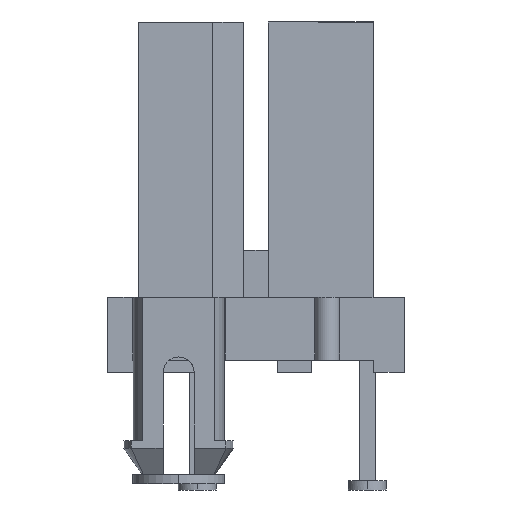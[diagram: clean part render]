
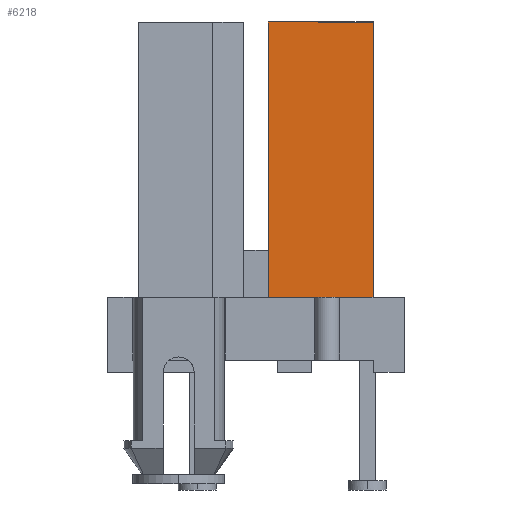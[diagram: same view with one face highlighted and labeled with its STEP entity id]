
A CAD part, left-side view. The second image highlights one B-rep face of the part: STEP entity #6218.
In plain terms, the highlighted planar face has unit normal (-1, 0, 0).
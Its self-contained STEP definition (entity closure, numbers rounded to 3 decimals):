
#2879 = CARTESIAN_POINT ( 'NONE',  ( -3.8, -0.4, 8.9 ) ) ;
#2926 = CARTESIAN_POINT ( 'NONE',  ( -3.8, -3.8, 8.9 ) ) ;
#2927 = DIRECTION ( 'NONE',  ( 0., -1., 0. ) ) ;
#2928 = VECTOR ( 'NONE', #2927, 1000. ) ;
#2929 = CARTESIAN_POINT ( 'NONE',  ( -3.8, -2.1, 8.9 ) ) ;
#2930 = LINE ( 'NONE', #2929, #2928 ) ;
#2971 = DIRECTION ( 'NONE',  ( 0., 0., 1. ) ) ;
#2972 = VECTOR ( 'NONE', #2971, 1000. ) ;
#2973 = CARTESIAN_POINT ( 'NONE',  ( -3.8, -0.4, 4.45 ) ) ;
#2974 = LINE ( 'NONE', #2973, #2972 ) ;
#2976 = CARTESIAN_POINT ( 'NONE',  ( -3.8, -0.4, 0. ) ) ;
#3381 = DIRECTION ( 'NONE',  ( 0., 0., 1. ) ) ;
#3382 = VECTOR ( 'NONE', #3381, 1000. ) ;
#3383 = CARTESIAN_POINT ( 'NONE',  ( -3.8, -3.8, 4.45 ) ) ;
#3384 = LINE ( 'NONE', #3383, #3382 ) ;
#3411 = CARTESIAN_POINT ( 'NONE',  ( -3.8, -3.8, 0. ) ) ;
#3412 = DIRECTION ( 'NONE',  ( 0., -1., 0. ) ) ;
#3413 = VECTOR ( 'NONE', #3412, 1000. ) ;
#3414 = CARTESIAN_POINT ( 'NONE',  ( -3.8, 0., 0. ) ) ;
#3415 = LINE ( 'NONE', #3414, #3413 ) ;
#3416 = DIRECTION ( 'NONE',  ( 0., -1., 0. ) ) ;
#3417 = DIRECTION ( 'NONE',  ( -1., 0., 0. ) ) ;
#3418 = CARTESIAN_POINT ( 'NONE',  ( -3.8, -0.332, -0.178 ) ) ;
#3419 = AXIS2_PLACEMENT_3D ( 'NONE', #3418, #3417, #3416 ) ;
#3420 = PLANE ( 'NONE',  #3419 ) ;
#3421 = FACE_OUTER_BOUND ( 'NONE', #6219, .T. ) ;
#5807 = VERTEX_POINT ( 'NONE', #2879 ) ;
#5873 = EDGE_CURVE ( 'NONE', #5807, #5874, #2930, .T. ) ;
#5874 = VERTEX_POINT ( 'NONE', #2926 ) ;
#5881 = VERTEX_POINT ( 'NONE', #2976 ) ;
#5884 = EDGE_CURVE ( 'NONE', #5881, #5807, #2974, .T. ) ;
#6201 = EDGE_CURVE ( 'NONE', #6224, #5874, #3384, .T. ) ;
#6218 = ADVANCED_FACE ( 'NONE', ( #3421 ), #3420, .T. ) ;
#6219 = EDGE_LOOP ( 'NONE', ( #6220, #6221, #6222, #6225 ) ) ;
#6220 = ORIENTED_EDGE ( 'NONE', *, *, #5873, .F. ) ;
#6221 = ORIENTED_EDGE ( 'NONE', *, *, #5884, .F. ) ;
#6222 = ORIENTED_EDGE ( 'NONE', *, *, #6223, .T. ) ;
#6223 = EDGE_CURVE ( 'NONE', #5881, #6224, #3415, .T. ) ;
#6224 = VERTEX_POINT ( 'NONE', #3411 ) ;
#6225 = ORIENTED_EDGE ( 'NONE', *, *, #6201, .T. ) ;
